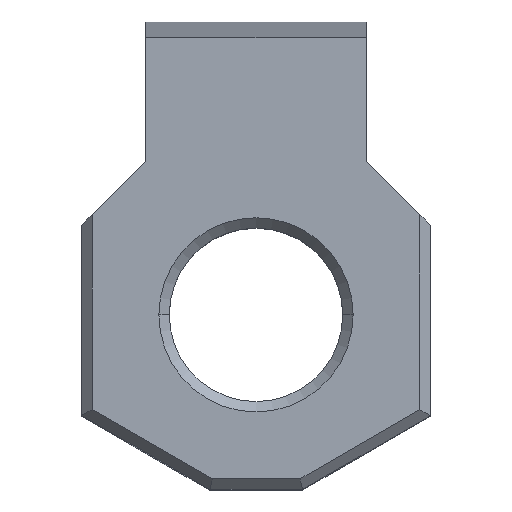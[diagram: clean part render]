
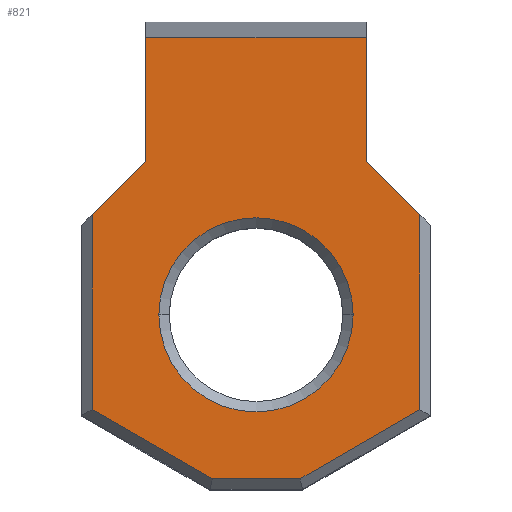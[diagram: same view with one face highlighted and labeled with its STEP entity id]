
A CAD part, top view. The second image highlights one B-rep face of the part: STEP entity #821.
In plain terms, the highlighted planar face has unit normal (0, 0, 1).
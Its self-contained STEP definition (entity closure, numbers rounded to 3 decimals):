
#8 = ORIENTED_EDGE ( 'NONE', *, *, #383, .F. ) ;
#10 = CARTESIAN_POINT ( 'NONE',  ( -4.725, 2.312, 9. ) ) ;
#11 = VECTOR ( 'NONE', #472, 1000. ) ;
#22 = EDGE_CURVE ( 'NONE', #692, #1004, #977, .T. ) ;
#26 = CARTESIAN_POINT ( 'NONE',  ( 4.874, 2.392, 9. ) ) ;
#41 = EDGE_CURVE ( 'NONE', #1130, #966, #543, .T. ) ;
#45 = CARTESIAN_POINT ( 'NONE',  ( -3.182, 9.47, 9. ) ) ;
#88 = EDGE_CURVE ( 'NONE', #692, #991, #577, .T. ) ;
#98 = CARTESIAN_POINT ( 'NONE',  ( 3.183, 13.028, 9. ) ) ;
#99 = CARTESIAN_POINT ( 'NONE',  ( 3.183, 9.47, 9. ) ) ;
#111 = CARTESIAN_POINT ( 'NONE',  ( -1.257, 0.31, 9. ) ) ;
#151 = CARTESIAN_POINT ( 'NONE',  ( -2.8, 5.04, 9. ) ) ;
#181 = VECTOR ( 'NONE', #929, 1000. ) ;
#203 = ORIENTED_EDGE ( 'NONE', *, *, #41, .T. ) ;
#220 = EDGE_CURVE ( 'NONE', #1100, #1307, #1052, .T. ) ;
#278 = CARTESIAN_POINT ( 'NONE',  ( 1.267, 0.31, 9. ) ) ;
#279 = DIRECTION ( 'NONE',  ( 1., 0., 0. ) ) ;
#280 = DIRECTION ( 'NONE',  ( 0., 0., 1. ) ) ;
#282 = CARTESIAN_POINT ( 'NONE',  ( 0., 0., 9. ) ) ;
#283 = PLANE ( 'NONE',  #829 ) ;
#284 = FACE_OUTER_BOUND ( 'NONE', #1255, .T. ) ;
#285 = FACE_BOUND ( 'NONE', #992, .T. ) ;
#303 = DIRECTION ( 'NONE',  ( -1., 0., 0. ) ) ;
#304 = CARTESIAN_POINT ( 'NONE',  ( 0., 13.028, 9. ) ) ;
#309 = EDGE_CURVE ( 'NONE', #1109, #831, #761, .T. ) ;
#310 = CARTESIAN_POINT ( 'NONE',  ( 3.183, 0., 9. ) ) ;
#314 = LINE ( 'NONE', #304, #1234 ) ;
#320 = VECTOR ( 'NONE', #800, 1000. ) ;
#346 = DIRECTION ( 'NONE',  ( 1., 0., 0. ) ) ;
#347 = DIRECTION ( 'NONE',  ( 0., 0., -1. ) ) ;
#352 = CARTESIAN_POINT ( 'NONE',  ( 0., 5.04, 9. ) ) ;
#368 = CARTESIAN_POINT ( 'NONE',  ( -4.725, 7.928, 9. ) ) ;
#383 = EDGE_CURVE ( 'NONE', #991, #1293, #757, .T. ) ;
#437 = LINE ( 'NONE', #26, #1271 ) ;
#441 = CARTESIAN_POINT ( 'NONE',  ( 4.725, 7.928, 9. ) ) ;
#464 = DIRECTION ( 'NONE',  ( 0.866, -0.5, 0. ) ) ;
#465 = CARTESIAN_POINT ( 'NONE',  ( -1.185, 0.269, 9. ) ) ;
#470 = LINE ( 'NONE', #465, #749 ) ;
#472 = DIRECTION ( 'NONE',  ( 0., 1., 0. ) ) ;
#475 = CARTESIAN_POINT ( 'NONE',  ( 4.725, 7.628, 9. ) ) ;
#476 = LINE ( 'NONE', #475, #11 ) ;
#497 = AXIS2_PLACEMENT_3D ( 'NONE', #672, #671, #674 ) ;
#526 = DIRECTION ( 'NONE',  ( 1., 0., 0. ) ) ;
#528 = EDGE_CURVE ( 'NONE', #1263, #1130, #476, .T. ) ;
#529 = CARTESIAN_POINT ( 'NONE',  ( 1.348, 0.31, 9. ) ) ;
#542 = CARTESIAN_POINT ( 'NONE',  ( 6.326, 6.326, 9. ) ) ;
#543 = LINE ( 'NONE', #542, #1047 ) ;
#547 = DIRECTION ( 'NONE',  ( -0.707, 0.707, 0. ) ) ;
#549 = EDGE_CURVE ( 'NONE', #1004, #1109, #470, .T. ) ;
#576 = CARTESIAN_POINT ( 'NONE',  ( -6.326, 6.326, 9. ) ) ;
#577 = LINE ( 'NONE', #576, #1051 ) ;
#582 = DIRECTION ( 'NONE',  ( 0.707, 0.707, 0. ) ) ;
#671 = DIRECTION ( 'NONE',  ( 0., 0., -1. ) ) ;
#672 = CARTESIAN_POINT ( 'NONE',  ( 0., 5.04, 9. ) ) ;
#674 = DIRECTION ( 'NONE',  ( 1., 0., 0. ) ) ;
#692 = VERTEX_POINT ( 'NONE', #368 ) ;
#700 = DIRECTION ( 'NONE',  ( 0., -1., 0. ) ) ;
#726 = EDGE_CURVE ( 'NONE', #1307, #1100, #1294, .T. ) ;
#730 = AXIS2_PLACEMENT_3D ( 'NONE', #352, #347, #346 ) ;
#749 = VECTOR ( 'NONE', #464, 1000. ) ;
#752 = CARTESIAN_POINT ( 'NONE',  ( -3.182, 13.028, 9. ) ) ;
#757 = LINE ( 'NONE', #799, #320 ) ;
#761 = LINE ( 'NONE', #529, #930 ) ;
#763 = EDGE_CURVE ( 'NONE', #1247, #1293, #314, .T. ) ;
#795 = CARTESIAN_POINT ( 'NONE',  ( 4.725, 2.306, 9. ) ) ;
#799 = CARTESIAN_POINT ( 'NONE',  ( -3.182, 0., 9. ) ) ;
#800 = DIRECTION ( 'NONE',  ( 0., 1., 0. ) ) ;
#813 = VECTOR ( 'NONE', #700, 1000. ) ;
#821 = ADVANCED_FACE ( 'NONE', ( #285, #284 ), #283, .T. ) ;
#829 = AXIS2_PLACEMENT_3D ( 'NONE', #282, #280, #279 ) ;
#831 = VERTEX_POINT ( 'NONE', #278 ) ;
#857 = ORIENTED_EDGE ( 'NONE', *, *, #726, .T. ) ;
#900 = CARTESIAN_POINT ( 'NONE',  ( 2.8, 5.04, 9. ) ) ;
#902 = ORIENTED_EDGE ( 'NONE', *, *, #309, .T. ) ;
#924 = CARTESIAN_POINT ( 'NONE',  ( -4.725, 0., 9. ) ) ;
#925 = DIRECTION ( 'NONE',  ( 0.866, 0.5, 0. ) ) ;
#929 = DIRECTION ( 'NONE',  ( 0., -1., 0. ) ) ;
#930 = VECTOR ( 'NONE', #526, 1000. ) ;
#948 = ORIENTED_EDGE ( 'NONE', *, *, #88, .F. ) ;
#966 = VERTEX_POINT ( 'NONE', #99 ) ;
#977 = LINE ( 'NONE', #924, #181 ) ;
#982 = ORIENTED_EDGE ( 'NONE', *, *, #1207, .F. ) ;
#991 = VERTEX_POINT ( 'NONE', #45 ) ;
#992 = EDGE_LOOP ( 'NONE', ( #1259, #857 ) ) ;
#1004 = VERTEX_POINT ( 'NONE', #10 ) ;
#1029 = ORIENTED_EDGE ( 'NONE', *, *, #1135, .T. ) ;
#1047 = VECTOR ( 'NONE', #547, 1000. ) ;
#1051 = VECTOR ( 'NONE', #582, 1000. ) ;
#1052 = CIRCLE ( 'NONE', #497, 2.8 ) ;
#1100 = VERTEX_POINT ( 'NONE', #900 ) ;
#1109 = VERTEX_POINT ( 'NONE', #111 ) ;
#1129 = ORIENTED_EDGE ( 'NONE', *, *, #22, .T. ) ;
#1130 = VERTEX_POINT ( 'NONE', #441 ) ;
#1135 = EDGE_CURVE ( 'NONE', #831, #1263, #437, .T. ) ;
#1170 = ORIENTED_EDGE ( 'NONE', *, *, #763, .T. ) ;
#1200 = LINE ( 'NONE', #310, #813 ) ;
#1207 = EDGE_CURVE ( 'NONE', #1247, #966, #1200, .T. ) ;
#1208 = ORIENTED_EDGE ( 'NONE', *, *, #528, .T. ) ;
#1234 = VECTOR ( 'NONE', #303, 1000. ) ;
#1247 = VERTEX_POINT ( 'NONE', #98 ) ;
#1255 = EDGE_LOOP ( 'NONE', ( #1029, #1208, #203, #982, #1170, #8, #948, #1129, #1300, #902 ) ) ;
#1259 = ORIENTED_EDGE ( 'NONE', *, *, #220, .T. ) ;
#1263 = VERTEX_POINT ( 'NONE', #795 ) ;
#1271 = VECTOR ( 'NONE', #925, 1000. ) ;
#1293 = VERTEX_POINT ( 'NONE', #752 ) ;
#1294 = CIRCLE ( 'NONE', #730, 2.8 ) ;
#1300 = ORIENTED_EDGE ( 'NONE', *, *, #549, .T. ) ;
#1307 = VERTEX_POINT ( 'NONE', #151 ) ;
